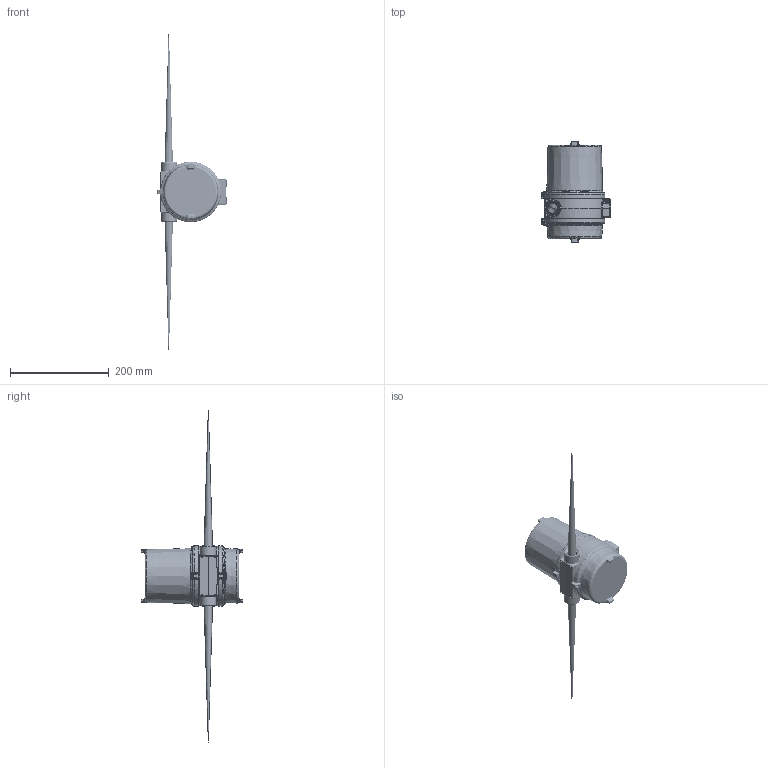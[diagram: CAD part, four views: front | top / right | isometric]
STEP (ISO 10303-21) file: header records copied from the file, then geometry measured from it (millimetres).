
FILE_DESCRIPTION(/* description */ ('2HKB-BC-2GLDC AL'),/* implementation_level */ '2;1');
FILE_NAME(/* name */ '2HKB-BC-2GLDC.stp',/* time_stamp */ '2018-01-08T18:24:22+06:00',/* author */ ('avenkatesan'),/* organization */ (''),/* preprocessor_version */ 'ST-DEVELOPER v17',/* originating_system */ 'Autodesk Inventor 2018',/* authorisation */ '');
FILE_SCHEMA (('AUTOMOTIVE_DESIGN { 1 0 10303 214 3 1 1 }'));
Length unit declared in the file: inch
Products named in the file (13): 2HKB-BC-2GLC; 20675; 18163AAAB; ANSI B18.6.3 - 6 - 32 x 1 1/4 SP HMS; 16044BBKM; external_tooth_lock_bwasher_no__10; #97449; 15148FAGB; 15722; 16045ABAM; ANSI B18.3 - No. 6 - 32 UNC - 3/8 HS HCS; 05763; SEE NX DRAWING 05767
Assembly tree (18 placements, depth 2):
  2HKB-BC-2GLC
    20675
    18163AAAB
    ANSI B18.6.3 - 6 - 32 x 1 1/4 SP HMS  x2
    16044BBKM
    external_tooth_lock_bwasher_no__10  x2
    #97449  x2
    15148FAGB  x2
    15722  x2
    16045ABAM
    ANSI B18.3 - No. 6 - 32 UNC - 3/8 HS HCS  x2
    05763
    SEE NX DRAWING 05767
Bounding box: 140.1 x 205.57 x 671.01 mm (x, y, z)
Volume: 995540.3 mm3; surface area: 549484.1 mm2
Topology: 27 solids, 27 shells, 1706 faces, 4533 edges, 2893 vertices
Faces by surface type: plane 650, bspline 452, cylinder 289, cone 146, torus 112, sphere 57
Full cylindrical faces by diameter (mm): 1.606 x10, 2.184 x6, 2.54 x2, 2.642 x6, 3.175 x4, 3.505 x2, 3.962 x2, 3.969 x2, 4.013 x2, 4.953 x2, 5.08 x2, 5.74 x2, 6.35 x6, 20.117 x2, 32.544 x2, 58.341 x1, 69.85 x1, 82.55 x1, 89.354 x9, 92.009 x2, 92.075 x1, 93.497 x2, 95.25 x2, 96.52 x2, 98.101 x26, 98.863 x4, 100.711 x4, 101.473 x17, 107.95 x2
Entity records: 97301 total; most frequent: CARTESIAN_POINT 61392, ORIENTED_EDGE 8292, DIRECTION 5899, EDGE_CURVE 4146, VERTEX_POINT 2663, AXIS2_PLACEMENT_3D 2125, EDGE_LOOP 1703, LINE 1649
